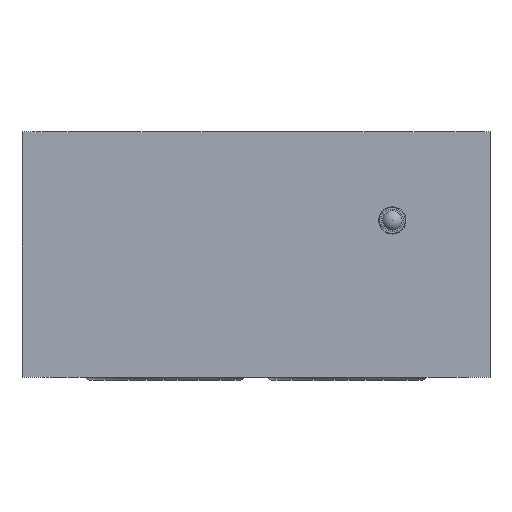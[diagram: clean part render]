
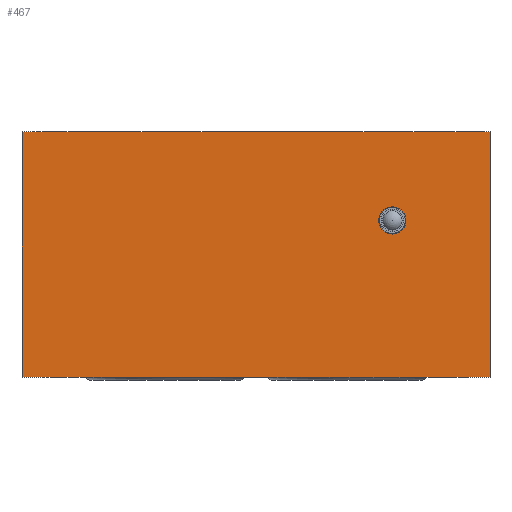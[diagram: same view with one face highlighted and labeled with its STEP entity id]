
A CAD part, front view. The second image highlights one B-rep face of the part: STEP entity #467.
In plain terms, the highlighted planar face has unit normal (0, -1, 0).
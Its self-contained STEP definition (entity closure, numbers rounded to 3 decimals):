
#467 = ADVANCED_FACE( '', ( #1057, #1058 ), #1059, .F. );
#1057 = FACE_BOUND( '', #1703, .T. );
#1058 = FACE_OUTER_BOUND( '', #1704, .T. );
#1059 = PLANE( '', #1705 );
#1703 = EDGE_LOOP( '', ( #2836 ) );
#1704 = EDGE_LOOP( '', ( #2837, #2838, #2839, #2840 ) );
#1705 = AXIS2_PLACEMENT_3D( '', #2841, #2842, #2843 );
#2836 = ORIENTED_EDGE( '', *, *, #3570, .F. );
#2837 = ORIENTED_EDGE( '', *, *, #3548, .T. );
#2838 = ORIENTED_EDGE( '', *, *, #3498, .F. );
#2839 = ORIENTED_EDGE( '', *, *, #3236, .F. );
#2840 = ORIENTED_EDGE( '', *, *, #3357, .T. );
#2841 = CARTESIAN_POINT( '', ( 0., 0., 54. ) );
#2842 = DIRECTION( '', ( 0., 1., 0. ) );
#2843 = DIRECTION( '', ( 0., 0., 1. ) );
#3236 = EDGE_CURVE( '', #3775, #3777, #3778, .T. );
#3357 = EDGE_CURVE( '', #3775, #3967, #3969, .T. );
#3498 = EDGE_CURVE( '', #3777, #4157, #4161, .T. );
#3548 = EDGE_CURVE( '', #3967, #4157, #4227, .T. );
#3570 = EDGE_CURVE( '', #4252, #4252, #4253, .F. );
#3775 = VERTEX_POINT( '', #4561 );
#3777 = VERTEX_POINT( '', #4564 );
#3778 = LINE( '', #4565, #4566 );
#3967 = VERTEX_POINT( '', #5003 );
#3969 = LINE( '', #5006, #5007 );
#4157 = VERTEX_POINT( '', #5378 );
#4161 = LINE( '', #5384, #5385 );
#4227 = LINE( '', #5465, #5466 );
#4252 = VERTEX_POINT( '', #5500 );
#4253 = CIRCLE( '', #5501, 3. );
#4561 = CARTESIAN_POINT( '', ( 0., 0., 54. ) );
#4564 = CARTESIAN_POINT( '', ( 103., 0., 54. ) );
#4565 = CARTESIAN_POINT( '', ( 0., 0., 54. ) );
#4566 = VECTOR( '', #5703, 1000. );
#5003 = CARTESIAN_POINT( '', ( 0., 0., 0. ) );
#5006 = CARTESIAN_POINT( '', ( 0., 0., 54. ) );
#5007 = VECTOR( '', #5856, 1000. );
#5378 = CARTESIAN_POINT( '', ( 103., 0., 0. ) );
#5384 = CARTESIAN_POINT( '', ( 103., 0., 54. ) );
#5385 = VECTOR( '', #5993, 1000. );
#5465 = CARTESIAN_POINT( '', ( 0., 0., 0. ) );
#5466 = VECTOR( '', #6053, 1000. );
#5500 = CARTESIAN_POINT( '', ( 81.5, 0., 37.5 ) );
#5501 = AXIS2_PLACEMENT_3D( '', #6068, #6069, #6070 );
#5703 = DIRECTION( '', ( 1., 0., 0. ) );
#5856 = DIRECTION( '', ( 0., 0., -1. ) );
#5993 = DIRECTION( '', ( 0., 0., -1. ) );
#6053 = DIRECTION( '', ( 1., 0., 0. ) );
#6068 = CARTESIAN_POINT( '', ( 81.5, 0., 34.5 ) );
#6069 = DIRECTION( '', ( 0., 1., 0. ) );
#6070 = DIRECTION( '', ( 0., 0., 1. ) );
